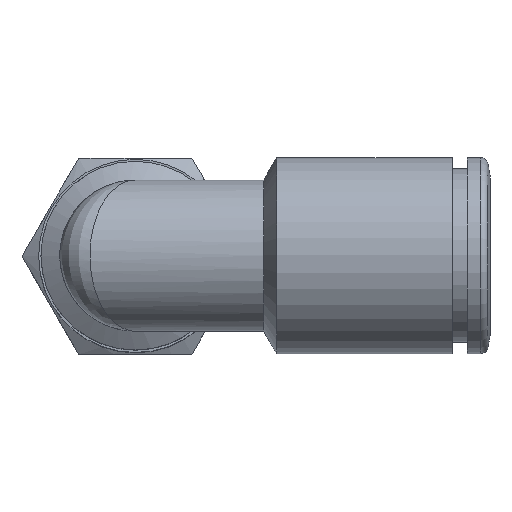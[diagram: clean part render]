
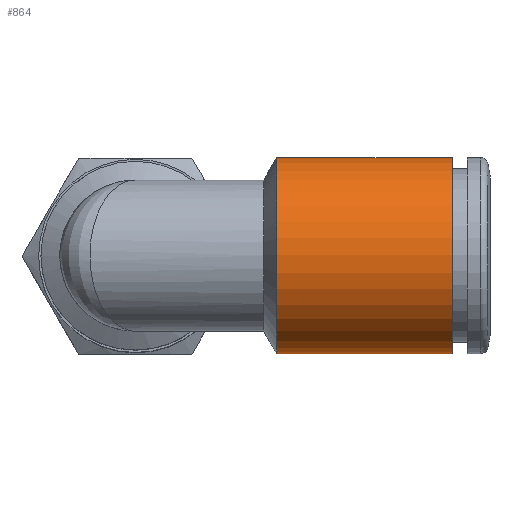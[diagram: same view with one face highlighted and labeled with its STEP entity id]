
A CAD part, top view. The second image highlights one B-rep face of the part: STEP entity #864.
In plain terms, the highlighted cylindrical face has radius 6.5 mm (diameter 13 mm), a full revolution.
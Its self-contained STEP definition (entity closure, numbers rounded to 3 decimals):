
#138=FACE_BOUND('',#354,.T.);
#165=CYLINDRICAL_SURFACE('',#994,6.5);
#239=FACE_OUTER_BOUND('',#353,.T.);
#353=EDGE_LOOP('',(#538));
#354=EDGE_LOOP('',(#539));
#538=ORIENTED_EDGE('',*,*,#650,.T.);
#539=ORIENTED_EDGE('',*,*,#651,.T.);
#650=EDGE_CURVE('',#729,#729,#791,.T.);
#651=EDGE_CURVE('',#730,#730,#792,.T.);
#729=VERTEX_POINT('',#2201);
#730=VERTEX_POINT('',#2204);
#791=CIRCLE('',#993,6.5);
#792=CIRCLE('',#995,6.5);
#864=ADVANCED_FACE('',(#239,#138),#165,.T.);
#993=AXIS2_PLACEMENT_3D('',#2202,#1246,#1247);
#994=AXIS2_PLACEMENT_3D('',#2203,#1248,#1249);
#995=AXIS2_PLACEMENT_3D('',#2205,#1250,#1251);
#1246=DIRECTION('center_axis',(1.,0.,0.));
#1247=DIRECTION('ref_axis',(0.,-1.,0.));
#1248=DIRECTION('center_axis',(1.,0.,0.));
#1249=DIRECTION('ref_axis',(0.,0.,
1.));
#1250=DIRECTION('center_axis',(-1.,0.,0.));
#1251=DIRECTION('ref_axis',(0.,0.,
1.));
#2201=CARTESIAN_POINT('',(20.054,2.303,26.532));
#2202=CARTESIAN_POINT('Origin',(20.054,8.803,26.532));
#2203=CARTESIAN_POINT('Origin',(19.605,8.803,26.532));
#2204=CARTESIAN_POINT('',(31.688,8.803,33.032));
#2205=CARTESIAN_POINT('Origin',(31.688,8.803,26.532));
